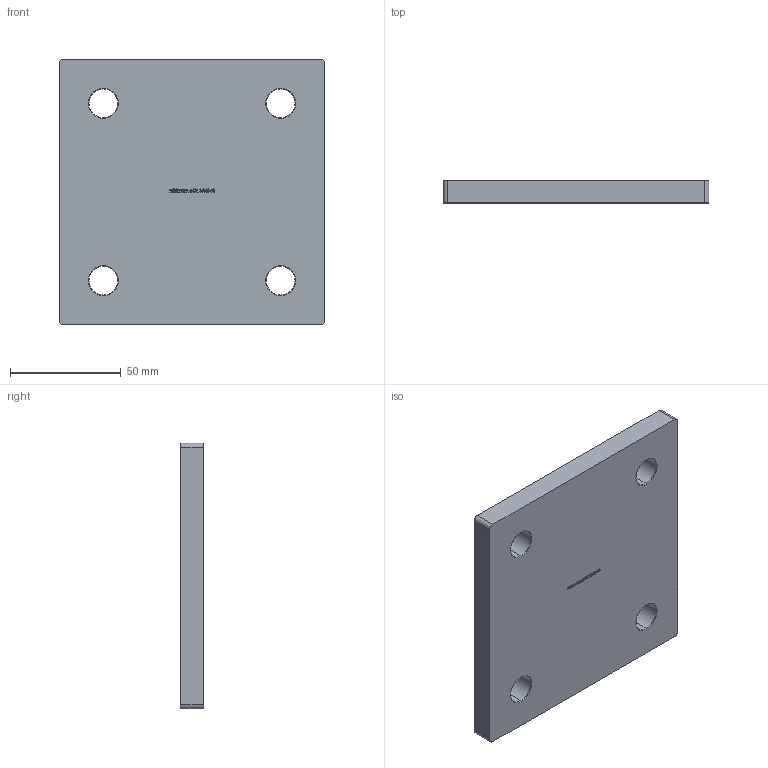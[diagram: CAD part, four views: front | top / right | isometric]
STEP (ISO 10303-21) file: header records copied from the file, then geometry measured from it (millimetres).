
FILE_DESCRIPTION (( 'STEP AP203' ), '1' );
FILE_NAME ('54212-240-10.step', '2020-10-21T10:53:46', ( '' ), ( '' ), 'SwSTEP 2.0', 'SolidWorks 2018', '' );
FILE_SCHEMA (( 'CONFIG_CONTROL_DESIGN' ));
Length unit declared in the file: millimetre
Products named in the file (2): 54212-240-10
Bounding box: 120 x 10 x 120 mm (x, y, z)
Volume: 138645.4 mm3; surface area: 34093.9 mm2
Topology: 1 solids, 1 shells, 277 faces, 728 edges, 480 vertices
Faces by surface type: plane 157, bspline 92, cone 16, cylinder 12
Entity records: 13865 total; most frequent: CARTESIAN_POINT 7451, ORIENTED_EDGE 1456, DIRECTION 958, EDGE_CURVE 728, VECTOR 504, LINE 504, VERTEX_POINT 480, EDGE_LOOP 312
